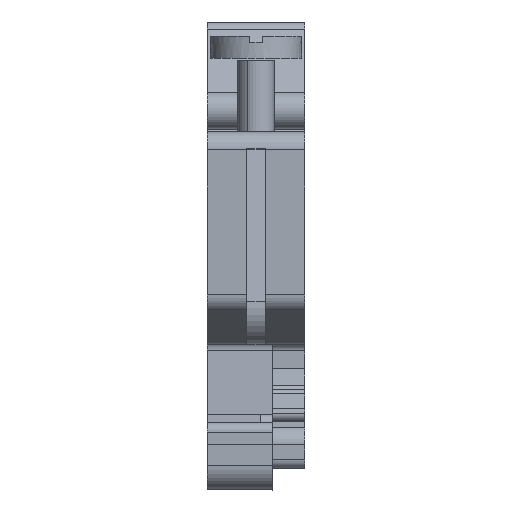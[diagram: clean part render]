
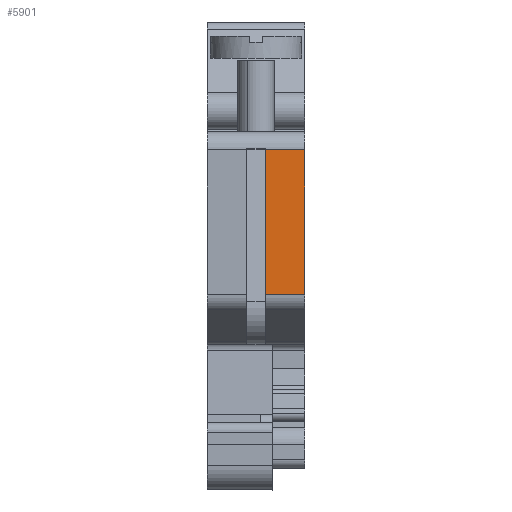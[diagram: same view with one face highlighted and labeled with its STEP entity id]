
A CAD part, front view. The second image highlights one B-rep face of the part: STEP entity #5901.
In plain terms, the highlighted planar face has unit normal (0, -1, 0).
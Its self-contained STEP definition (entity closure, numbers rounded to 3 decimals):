
#5881=AXIS2_PLACEMENT_3D('Plane Axis2P3D',#5878,#5879,#5880) ;
#1895=CARTESIAN_POINT('Vertex',(8.,2.266,27.882)) ;
#1898=CARTESIAN_POINT('Line Origine',(8.,2.266,21.941)) ;
#1902=CARTESIAN_POINT('Vertex',(8.,2.266,16.)) ;
#5860=CARTESIAN_POINT('Vertex',(4.75,2.266,27.882)) ;
#5863=CARTESIAN_POINT('Line Origine',(4.,2.266,27.882)) ;
#5878=CARTESIAN_POINT('Axis2P3D Location',(8.,2.266,16.)) ;
#5883=CARTESIAN_POINT('Line Origine',(6.375,2.266,16.)) ;
#5887=CARTESIAN_POINT('Vertex',(4.75,2.266,16.)) ;
#5890=CARTESIAN_POINT('Line Origine',(4.75,2.266,21.941)) ;
#1899=DIRECTION('Vector Direction',(0.,0.,1.)) ;
#5864=DIRECTION('Vector Direction',(-1.,0.,0.)) ;
#5879=DIRECTION('Axis2P3D Direction',(0.,-1.,0.)) ;
#5880=DIRECTION('Axis2P3D XDirection',(0.,0.,1.)) ;
#5884=DIRECTION('Vector Direction',(-1.,0.,0.)) ;
#5891=DIRECTION('Vector Direction',(0.,0.,1.)) ;
#1900=VECTOR('Line Direction',#1899,1.) ;
#5865=VECTOR('Line Direction',#5864,1.) ;
#5885=VECTOR('Line Direction',#5884,1.) ;
#5892=VECTOR('Line Direction',#5891,1.) ;
#5896=ORIENTED_EDGE('',*,*,#5889,.F.) ;
#5897=ORIENTED_EDGE('',*,*,#1904,.T.) ;
#5898=ORIENTED_EDGE('',*,*,#5867,.T.) ;
#5899=ORIENTED_EDGE('',*,*,#5894,.F.) ;
#5901=ADVANCED_FACE('V1',(#5900),#5882,.T.) ;
#1904=EDGE_CURVE('',#1903,#1896,#1901,.T.) ;
#5867=EDGE_CURVE('',#1896,#5861,#5866,.T.) ;
#5889=EDGE_CURVE('',#1903,#5888,#5886,.T.) ;
#5894=EDGE_CURVE('',#5888,#5861,#5893,.T.) ;
#5895=EDGE_LOOP('',(#5896,#5897,#5898,#5899)) ;
#5900=FACE_OUTER_BOUND('',#5895,.T.) ;
#1901=LINE('Line',#1898,#1900) ;
#5866=LINE('Line',#5863,#5865) ;
#5886=LINE('Line',#5883,#5885) ;
#5893=LINE('Line',#5890,#5892) ;
#5882=PLANE('',#5881) ;
#1896=VERTEX_POINT('',#1895) ;
#1903=VERTEX_POINT('',#1902) ;
#5861=VERTEX_POINT('',#5860) ;
#5888=VERTEX_POINT('',#5887) ;
